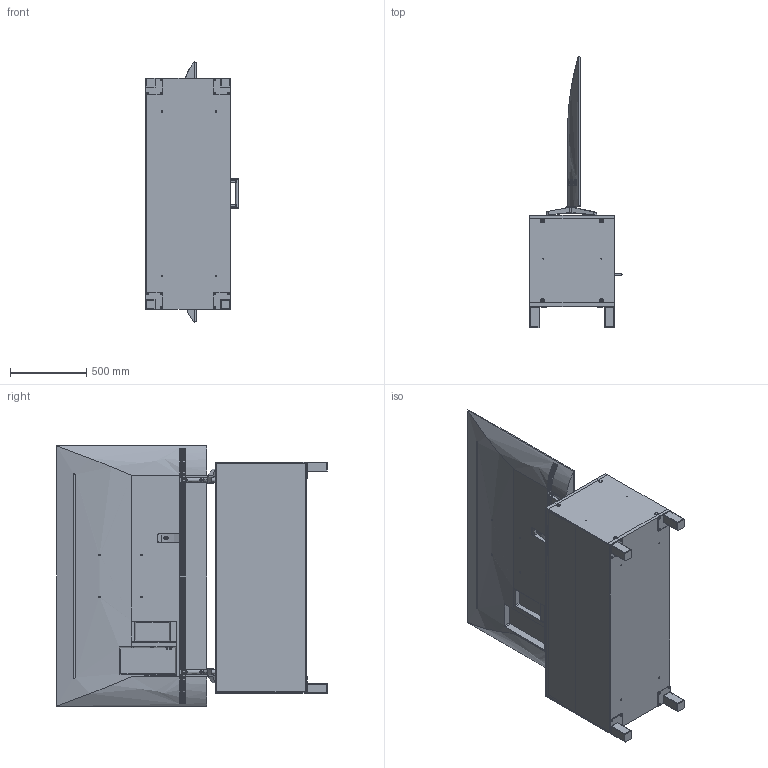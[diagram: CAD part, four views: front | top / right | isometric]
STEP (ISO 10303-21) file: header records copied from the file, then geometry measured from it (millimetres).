
FILE_DESCRIPTION(('FreeCAD Model'),'2;1');
FILE_NAME('Open CASCADE Shape Model','2025-05-01T12:02:12',('FreeCAD'),( 'FreeCAD'),'Open CASCADE STEP processor 7.6','FreeCAD','Unknown');
FILE_SCHEMA(('AUTOMOTIVE_DESIGN { 1 0 10303 214 1 1 1 1 }'));
Products named in the file (1): Open CASCADE STEP translator 7.6 1
Bounding box: 604.17 x 1777.02 x 1708.52 mm (x, y, z)
Volume: 472106003.1 mm3; surface area: 23315795.2 mm2
Topology: 244 solids, 244 shells, 7884 faces, 20700 edges, 13326 vertices
Faces by surface type: bspline 7884
Entity records: 245091 total; most frequent: CARTESIAN_POINT 123482, ORIENTED_EDGE 41308, EDGE_CURVE 20654, B_SPLINE_CURVE_WITH_KNOTS 15866, VERTEX_POINT 13326, FACE_BOUND 8348, EDGE_LOOP 8348, ADVANCED_FACE 7884
